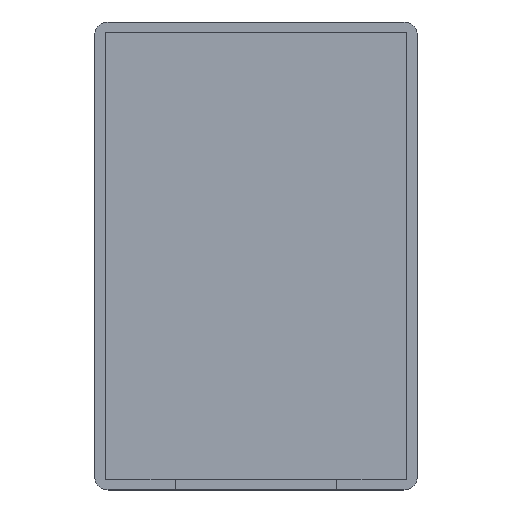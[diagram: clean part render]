
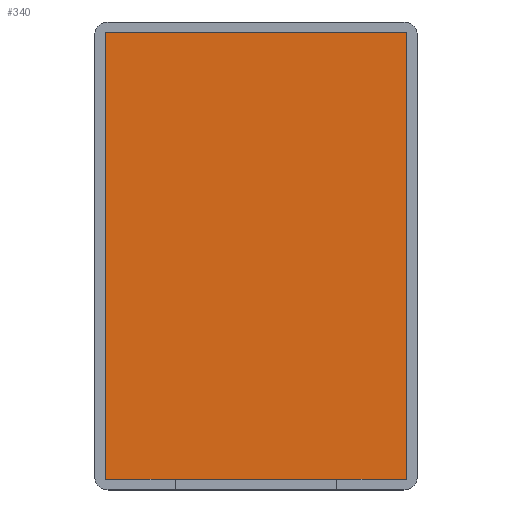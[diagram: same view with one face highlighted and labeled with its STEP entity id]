
A CAD part, top view. The second image highlights one B-rep face of the part: STEP entity #340.
In plain terms, the highlighted planar face has unit normal (0, 0, 1).
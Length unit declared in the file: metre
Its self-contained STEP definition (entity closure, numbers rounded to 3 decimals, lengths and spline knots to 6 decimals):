
#88=ORIENTED_EDGE('',*,*,#148,.F.);
#89=ORIENTED_EDGE('',*,*,#144,.T.);
#90=ORIENTED_EDGE('',*,*,#158,.T.);
#91=ORIENTED_EDGE('',*,*,#151,.F.);
#144=EDGE_CURVE('',#188,#189,#220,.T.);
#148=EDGE_CURVE('',#188,#192,#224,.T.);
#151=EDGE_CURVE('',#192,#194,#227,.T.);
#158=EDGE_CURVE('',#189,#194,#234,.T.);
#188=VERTEX_POINT('',#533);
#189=VERTEX_POINT('',#534);
#192=VERTEX_POINT('',#542);
#194=VERTEX_POINT('',#548);
#220=LINE('',#532,#260);
#224=LINE('',#541,#264);
#227=LINE('',#547,#267);
#234=LINE('',#561,#274);
#260=VECTOR('',#429,1.);
#264=VECTOR('',#435,1.);
#267=VECTOR('',#440,1.);
#274=VECTOR('',#449,1.);
#290=EDGE_LOOP('',(#88,#89,#90,#91));
#308=FACE_BOUND('',#290,.T.);
#326=PLANE('',#379);
#340=ADVANCED_FACE('',(#308),#326,.T.);
#379=AXIS2_PLACEMENT_3D('',#570,#463,#464);
#429=DIRECTION('',(0.,-1.,0.));
#435=DIRECTION('',(1.,0.,0.));
#440=DIRECTION('',(0.,-1.,0.));
#449=DIRECTION('',(1.,0.,0.));
#463=DIRECTION('',(0.,0.,1.));
#464=DIRECTION('',(1.,0.,0.));
#532=CARTESIAN_POINT('',(-0.029825,-0.027308,0.));
#533=CARTESIAN_POINT('',(-0.029825,0.014192,0.));
#534=CARTESIAN_POINT('',(-0.029825,-0.068808,0.));
#541=CARTESIAN_POINT('',(-0.001825,0.014192,0.));
#542=CARTESIAN_POINT('',(0.026175,0.014192,0.));
#547=CARTESIAN_POINT('',(0.026175,-0.027308,0.));
#548=CARTESIAN_POINT('',(0.026175,-0.068808,0.));
#561=CARTESIAN_POINT('',(-0.001825,-0.068808,0.));
#570=CARTESIAN_POINT('',(-0.001825,-0.027308,0.));
